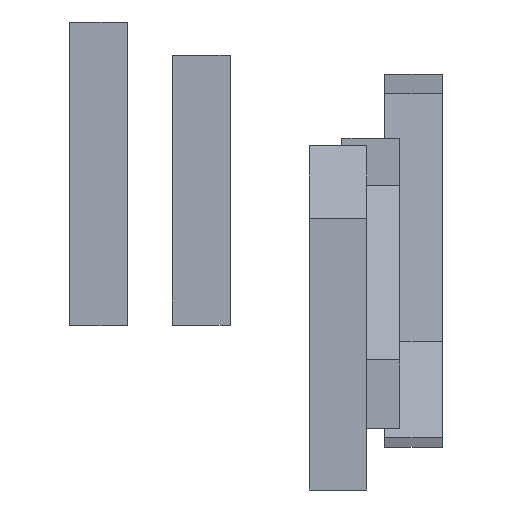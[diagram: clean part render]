
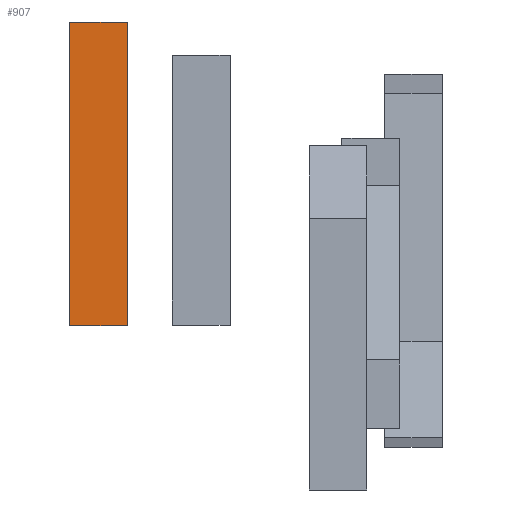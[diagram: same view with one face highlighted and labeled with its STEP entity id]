
A CAD part, left-side view. The second image highlights one B-rep face of the part: STEP entity #907.
In plain terms, the highlighted planar face has unit normal (-1, 0, 0).
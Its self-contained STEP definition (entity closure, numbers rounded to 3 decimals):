
#36 = ORIENTED_EDGE ( 'NONE', *, *, #531, .T. ) ;
#51 = DIRECTION ( 'NONE',  ( 0., 0., -1. ) ) ;
#99 = DIRECTION ( 'NONE',  ( 0., 0., -1. ) ) ;
#103 = EDGE_LOOP ( 'NONE', ( #36, #2527, #616, #1683 ) ) ;
#146 = DIRECTION ( 'NONE',  ( 0., 0., -1. ) ) ;
#304 = CARTESIAN_POINT ( 'NONE',  ( 0., 10., -52.456 ) ) ;
#354 = CARTESIAN_POINT ( 'NONE',  ( 0., 0., 0. ) ) ;
#531 = EDGE_CURVE ( 'NONE', #1783, #1658, #1126, .T. ) ;
#540 = VECTOR ( 'NONE', #51, 1000. ) ;
#571 = FACE_OUTER_BOUND ( 'NONE', #103, .T. ) ;
#593 = VECTOR ( 'NONE', #1440, 1000. ) ;
#616 = ORIENTED_EDGE ( 'NONE', *, *, #969, .T. ) ;
#729 = EDGE_CURVE ( 'NONE', #1658, #1575, #2133, .T. ) ;
#782 = VECTOR ( 'NONE', #2176, 1000. ) ;
#866 = VECTOR ( 'NONE', #146, 1000. ) ;
#907 = ADVANCED_FACE ( 'NONE', ( #571 ), #1671, .F. ) ;
#969 = EDGE_CURVE ( 'NONE', #1575, #1976, #1374, .T. ) ;
#1034 = CARTESIAN_POINT ( 'NONE',  ( 0., 0., -52.456 ) ) ;
#1126 = LINE ( 'NONE', #2033, #593 ) ;
#1294 = DIRECTION ( 'NONE',  ( 1., 0., 0. ) ) ;
#1374 = LINE ( 'NONE', #304, #782 ) ;
#1401 = LINE ( 'NONE', #2539, #866 ) ;
#1440 = DIRECTION ( 'NONE',  ( 0., 1., 0. ) ) ;
#1575 = VERTEX_POINT ( 'NONE', #2405 ) ;
#1605 = CARTESIAN_POINT ( 'NONE',  ( 0., 10., 0. ) ) ;
#1658 = VERTEX_POINT ( 'NONE', #1605 ) ;
#1671 = PLANE ( 'NONE',  #2101 ) ;
#1683 = ORIENTED_EDGE ( 'NONE', *, *, #2547, .F. ) ;
#1783 = VERTEX_POINT ( 'NONE', #354 ) ;
#1976 = VERTEX_POINT ( 'NONE', #1034 ) ;
#2033 = CARTESIAN_POINT ( 'NONE',  ( 0., 10., 0. ) ) ;
#2101 = AXIS2_PLACEMENT_3D ( 'NONE', #2498, #1294, #99 ) ;
#2133 = LINE ( 'NONE', #2230, #540 ) ;
#2176 = DIRECTION ( 'NONE',  ( 0., -1., 0. ) ) ;
#2230 = CARTESIAN_POINT ( 'NONE',  ( 0., 10., 0. ) ) ;
#2405 = CARTESIAN_POINT ( 'NONE',  ( 0., 10., -52.456 ) ) ;
#2498 = CARTESIAN_POINT ( 'NONE',  ( 0., 10., 0. ) ) ;
#2527 = ORIENTED_EDGE ( 'NONE', *, *, #729, .T. ) ;
#2539 = CARTESIAN_POINT ( 'NONE',  ( 0., 0., 0. ) ) ;
#2547 = EDGE_CURVE ( 'NONE', #1783, #1976, #1401, .T. ) ;
